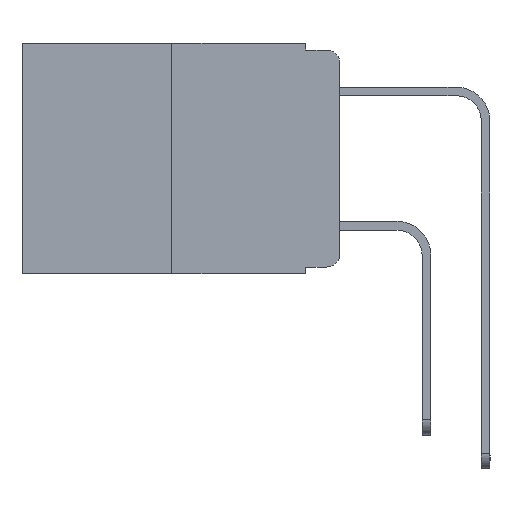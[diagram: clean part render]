
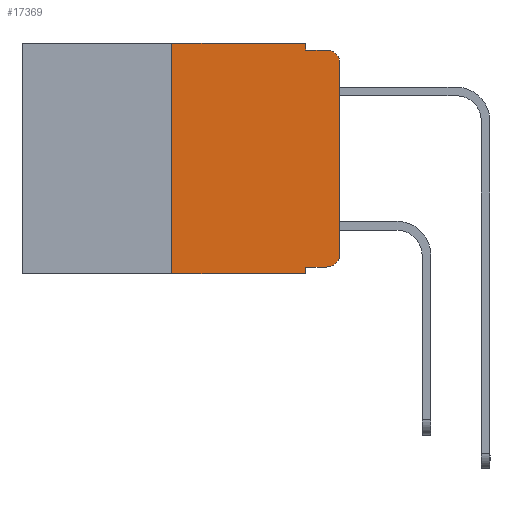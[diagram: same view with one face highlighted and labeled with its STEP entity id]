
A CAD part, left-side view. The second image highlights one B-rep face of the part: STEP entity #17369.
In plain terms, the highlighted planar face has unit normal (-1, 0, 0).
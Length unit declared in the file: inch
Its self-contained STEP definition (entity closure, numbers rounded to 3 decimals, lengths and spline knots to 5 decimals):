
#1372 = DIRECTION ( 'NONE',  ( 0., -1., 0. ) ) ;
#1388 = EDGE_CURVE ( 'NONE', #3909, #9097, #21105, .T. ) ;
#2039 = CARTESIAN_POINT ( 'NONE',  ( 0., 0.25, 0. ) ) ;
#2097 = VECTOR ( 'NONE', #1372, 39.37008 ) ;
#2899 = CARTESIAN_POINT ( 'NONE',  ( 0., 0.051, 0. ) ) ;
#2946 = CARTESIAN_POINT ( 'NONE',  ( 0., 0.051, -0.333 ) ) ;
#3066 = CARTESIAN_POINT ( 'NONE',  ( 0., 0.473, 0. ) ) ;
#3283 = VECTOR ( 'NONE', #13815, 39.37008 ) ;
#3475 = DIRECTION ( 'NONE',  ( 0., -1., 0. ) ) ;
#3479 = VECTOR ( 'NONE', #21524, 39.37008 ) ;
#3875 = EDGE_CURVE ( 'NONE', #17261, #10798, #8693, .T. ) ;
#3909 = VERTEX_POINT ( 'NONE', #21986 ) ;
#3921 = LINE ( 'NONE', #5843, #10905 ) ;
#4034 = CARTESIAN_POINT ( 'NONE',  ( 0., 0.25, -0.343 ) ) ;
#4156 = DIRECTION ( 'NONE',  ( 0., 0., -1. ) ) ;
#4496 = EDGE_CURVE ( 'NONE', #22544, #3909, #3921, .T. ) ;
#4596 = VERTEX_POINT ( 'NONE', #2946 ) ;
#4626 = VERTEX_POINT ( 'NONE', #10082 ) ;
#4748 = DIRECTION ( 'NONE',  ( 0., 0., -1. ) ) ;
#4826 = LINE ( 'NONE', #2899, #3479 ) ;
#4865 = FACE_OUTER_BOUND ( 'NONE', #11850, .T. ) ;
#4883 = LINE ( 'NONE', #3066, #2097 ) ;
#4951 = EDGE_CURVE ( 'NONE', #4626, #13157, #15014, .T. ) ;
#5001 = EDGE_CURVE ( 'NONE', #16278, #4626, #6315, .T. ) ;
#5497 = ORIENTED_EDGE ( 'NONE', *, *, #4496, .F. ) ;
#5843 = CARTESIAN_POINT ( 'NONE',  ( 0., 0.051, 0. ) ) ;
#6315 = CIRCLE ( 'NONE', #22555, 0.02 ) ;
#6455 = DIRECTION ( 'NONE',  ( 0., -1., 0. ) ) ;
#6531 = DIRECTION ( 'NONE',  ( 0., 0., -1. ) ) ;
#6692 = VECTOR ( 'NONE', #11380, 39.37008 ) ;
#6888 = CARTESIAN_POINT ( 'NONE',  ( 0., 0.051, -0.343 ) ) ;
#7715 = DIRECTION ( 'NONE',  ( 0., 0., 1. ) ) ;
#8016 = CARTESIAN_POINT ( 'NONE',  ( 0., 0.02, -0.313 ) ) ;
#8147 = ORIENTED_EDGE ( 'NONE', *, *, #5001, .T. ) ;
#8373 = DIRECTION ( 'NONE',  ( -1., 0., 0. ) ) ;
#8393 = CARTESIAN_POINT ( 'NONE',  ( 0., 0.051, -0.01 ) ) ;
#8449 = ORIENTED_EDGE ( 'NONE', *, *, #14850, .F. ) ;
#8693 = LINE ( 'NONE', #12529, #13552 ) ;
#8864 = CARTESIAN_POINT ( 'NONE',  ( 0., 0.473, 0. ) ) ;
#9097 = VERTEX_POINT ( 'NONE', #20503 ) ;
#9382 = DIRECTION ( 'NONE',  ( 0., 0., -1. ) ) ;
#9713 = CARTESIAN_POINT ( 'NONE',  ( 0., 0.25, 0. ) ) ;
#9768 = VERTEX_POINT ( 'NONE', #9713 ) ;
#10082 = CARTESIAN_POINT ( 'NONE',  ( 0., 0., -0.313 ) ) ;
#10273 = EDGE_CURVE ( 'NONE', #4596, #10798, #4826, .T. ) ;
#10798 = VERTEX_POINT ( 'NONE', #6888 ) ;
#10905 = VECTOR ( 'NONE', #4156, 39.37008 ) ;
#11106 = LINE ( 'NONE', #2039, #21823 ) ;
#11380 = DIRECTION ( 'NONE',  ( 0., 0., 1. ) ) ;
#11650 = CARTESIAN_POINT ( 'NONE',  ( 0., 0., -0.03 ) ) ;
#11671 = ORIENTED_EDGE ( 'NONE', *, *, #3875, .T. ) ;
#11850 = EDGE_LOOP ( 'NONE', ( #19195, #12452, #12435, #5497, #15045, #8449, #11671, #13727, #12842, #8147 ) ) ;
#11990 = EDGE_CURVE ( 'NONE', #4596, #16278, #15996, .T. ) ;
#12099 = AXIS2_PLACEMENT_3D ( 'NONE', #22215, #22087, #9382 ) ;
#12435 = ORIENTED_EDGE ( 'NONE', *, *, #1388, .F. ) ;
#12452 = ORIENTED_EDGE ( 'NONE', *, *, #14340, .T. ) ;
#12529 = CARTESIAN_POINT ( 'NONE',  ( 0., 0.473, -0.343 ) ) ;
#12842 = ORIENTED_EDGE ( 'NONE', *, *, #11990, .T. ) ;
#13157 = VERTEX_POINT ( 'NONE', #11650 ) ;
#13552 = VECTOR ( 'NONE', #3475, 39.37008 ) ;
#13727 = ORIENTED_EDGE ( 'NONE', *, *, #10273, .F. ) ;
#13815 = DIRECTION ( 'NONE',  ( 0., -1., 0. ) ) ;
#14340 = EDGE_CURVE ( 'NONE', #13157, #9097, #22545, .T. ) ;
#14479 = AXIS2_PLACEMENT_3D ( 'NONE', #8864, #17795, #4748 ) ;
#14563 = EDGE_CURVE ( 'NONE', #9768, #22544, #4883, .T. ) ;
#14850 = EDGE_CURVE ( 'NONE', #17261, #9768, #11106, .T. ) ;
#15014 = LINE ( 'NONE', #22399, #6692 ) ;
#15045 = ORIENTED_EDGE ( 'NONE', *, *, #14563, .F. ) ;
#15491 = CARTESIAN_POINT ( 'NONE',  ( 0., 0.02, -0.333 ) ) ;
#15996 = LINE ( 'NONE', #21329, #21674 ) ;
#16278 = VERTEX_POINT ( 'NONE', #15491 ) ;
#17261 = VERTEX_POINT ( 'NONE', #4034 ) ;
#17369 = ADVANCED_FACE ( 'NONE', ( #4865 ), #21324, .F. ) ;
#17795 = DIRECTION ( 'NONE',  ( 1., 0., 0. ) ) ;
#19195 = ORIENTED_EDGE ( 'NONE', *, *, #4951, .T. ) ;
#20191 = CARTESIAN_POINT ( 'NONE',  ( 0., 0.051, 0. ) ) ;
#20503 = CARTESIAN_POINT ( 'NONE',  ( 0., 0.02, -0.01 ) ) ;
#21105 = LINE ( 'NONE', #8393, #3283 ) ;
#21324 = PLANE ( 'NONE',  #14479 ) ;
#21329 = CARTESIAN_POINT ( 'NONE',  ( 0., 0.051, -0.333 ) ) ;
#21524 = DIRECTION ( 'NONE',  ( 0., 0., -1. ) ) ;
#21674 = VECTOR ( 'NONE', #6455, 39.37008 ) ;
#21823 = VECTOR ( 'NONE', #7715, 39.37008 ) ;
#21986 = CARTESIAN_POINT ( 'NONE',  ( 0., 0.051, -0.01 ) ) ;
#22087 = DIRECTION ( 'NONE',  ( -1., 0., 0. ) ) ;
#22215 = CARTESIAN_POINT ( 'NONE',  ( 0., 0.02, -0.03 ) ) ;
#22399 = CARTESIAN_POINT ( 'NONE',  ( 0., 0., 0. ) ) ;
#22544 = VERTEX_POINT ( 'NONE', #20191 ) ;
#22545 = CIRCLE ( 'NONE', #12099, 0.02 ) ;
#22555 = AXIS2_PLACEMENT_3D ( 'NONE', #8016, #8373, #6531 ) ;
